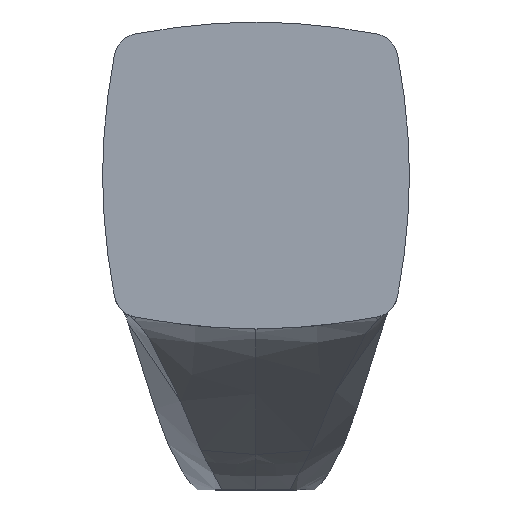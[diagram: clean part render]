
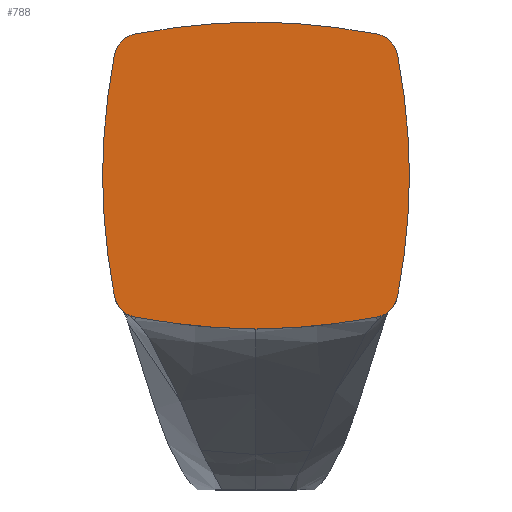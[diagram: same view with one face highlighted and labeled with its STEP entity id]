
A CAD part, top view. The second image highlights one B-rep face of the part: STEP entity #788.
In plain terms, the highlighted planar face has unit normal (0, 0, 1).
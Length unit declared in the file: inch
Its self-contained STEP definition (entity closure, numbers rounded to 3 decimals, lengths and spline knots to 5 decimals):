
#47=PLANE('',#853);
#92=FACE_OUTER_BOUND('',#141,.T.);
#141=EDGE_LOOP('',(#716,#717,#718,#719,#720,#721,#722,#723,#724,#725,#726,
#727));
#260=CIRCLE('',#815,0.15547);
#272=CIRCLE('',#832,4.09773);
#273=CIRCLE('',#834,4.09773);
#274=CIRCLE('',#836,0.15547);
#275=CIRCLE('',#838,4.09773);
#276=CIRCLE('',#840,4.09773);
#277=CIRCLE('',#842,0.15547);
#278=CIRCLE('',#844,4.09773);
#279=CIRCLE('',#846,4.09773);
#280=CIRCLE('',#848,0.15547);
#281=CIRCLE('',#850,4.09773);
#282=CIRCLE('',#852,4.09773);
#312=VERTEX_POINT('',#1578);
#315=VERTEX_POINT('',#1584);
#352=VERTEX_POINT('',#4322);
#353=VERTEX_POINT('',#4326);
#354=VERTEX_POINT('',#4330);
#355=VERTEX_POINT('',#4334);
#356=VERTEX_POINT('',#4338);
#357=VERTEX_POINT('',#4342);
#358=VERTEX_POINT('',#4346);
#359=VERTEX_POINT('',#4350);
#360=VERTEX_POINT('',#4354);
#361=VERTEX_POINT('',#4358);
#404=EDGE_CURVE('',#312,#315,#260,.T.);
#463=EDGE_CURVE('',#315,#352,#272,.T.);
#465=EDGE_CURVE('',#352,#353,#273,.T.);
#467=EDGE_CURVE('',#353,#354,#274,.T.);
#469=EDGE_CURVE('',#354,#355,#275,.T.);
#471=EDGE_CURVE('',#355,#356,#276,.T.);
#473=EDGE_CURVE('',#356,#357,#277,.T.);
#475=EDGE_CURVE('',#357,#358,#278,.T.);
#477=EDGE_CURVE('',#358,#359,#279,.T.);
#480=EDGE_CURVE('',#359,#360,#280,.T.);
#482=EDGE_CURVE('',#360,#361,#281,.T.);
#483=EDGE_CURVE('',#361,#312,#282,.T.);
#716=ORIENTED_EDGE('',*,*,#483,.T.);
#717=ORIENTED_EDGE('',*,*,#404,.T.);
#718=ORIENTED_EDGE('',*,*,#463,.T.);
#719=ORIENTED_EDGE('',*,*,#465,.T.);
#720=ORIENTED_EDGE('',*,*,#467,.T.);
#721=ORIENTED_EDGE('',*,*,#469,.T.);
#722=ORIENTED_EDGE('',*,*,#471,.T.);
#723=ORIENTED_EDGE('',*,*,#473,.T.);
#724=ORIENTED_EDGE('',*,*,#475,.T.);
#725=ORIENTED_EDGE('',*,*,#477,.T.);
#726=ORIENTED_EDGE('',*,*,#480,.T.);
#727=ORIENTED_EDGE('',*,*,#482,.T.);
#788=ADVANCED_FACE('',(#92),#47,.T.);
#815=AXIS2_PLACEMENT_3D('',#1586,#886,#887);
#832=AXIS2_PLACEMENT_3D('',#4323,#923,#924);
#834=AXIS2_PLACEMENT_3D('',#4327,#928,#929);
#836=AXIS2_PLACEMENT_3D('',#4331,#933,#934);
#838=AXIS2_PLACEMENT_3D('',#4335,#938,#939);
#840=AXIS2_PLACEMENT_3D('',#4339,#943,#944);
#842=AXIS2_PLACEMENT_3D('',#4343,#948,#949);
#844=AXIS2_PLACEMENT_3D('',#4347,#953,#954);
#846=AXIS2_PLACEMENT_3D('',#4351,#958,#959);
#848=AXIS2_PLACEMENT_3D('',#4356,#964,#965);
#850=AXIS2_PLACEMENT_3D('',#4360,#969,#970);
#852=AXIS2_PLACEMENT_3D('',#4362,#973,#974);
#853=AXIS2_PLACEMENT_3D('',#4363,#975,#976);
#886=DIRECTION('center_axis',(0.,0.,1.));
#887=DIRECTION('ref_axis',(0.176,-0.984,0.));
#923=DIRECTION('center_axis',(0.,0.,1.));
#924=DIRECTION('ref_axis',(0.982,-0.186,0.));
#928=DIRECTION('center_axis',(0.,0.,1.));
#929=DIRECTION('ref_axis',(1.,0.01,0.));
#933=DIRECTION('center_axis',(0.,0.,1.));
#934=DIRECTION('ref_axis',(0.984,0.176,0.));
#938=DIRECTION('center_axis',(0.,0.,1.));
#939=DIRECTION('ref_axis',(0.186,0.982,0.));
#943=DIRECTION('center_axis',(0.,0.,1.));
#944=DIRECTION('ref_axis',(-0.01,1.,0.));
#948=DIRECTION('center_axis',(0.,0.,1.));
#949=DIRECTION('ref_axis',(-0.176,0.984,0.));
#953=DIRECTION('center_axis',(0.,0.,1.));
#954=DIRECTION('ref_axis',(-0.982,0.186,0.));
#958=DIRECTION('center_axis',(0.,0.,1.));
#959=DIRECTION('ref_axis',(-1.,-0.01,0.));
#964=DIRECTION('center_axis',(0.,0.,1.));
#965=DIRECTION('ref_axis',(-0.984,-0.176,0.));
#969=DIRECTION('center_axis',(0.,0.,1.));
#970=DIRECTION('ref_axis',(-0.186,-0.982,0.));
#973=DIRECTION('center_axis',(0.,0.,1.));
#974=DIRECTION('ref_axis',(0.01,-1.,0.));
#975=DIRECTION('center_axis',(0.,0.,1.));
#976=DIRECTION('ref_axis',(1.,0.,0.));
#1578=CARTESIAN_POINT('',(0.4773,-1.38367,0.));
#1584=CARTESIAN_POINT('',(0.60294,-1.25803,0.));
#1586=CARTESIAN_POINT('Origin',(0.44991,-1.23064,0.));
#4322=CARTESIAN_POINT('',(0.67458,-0.53406,0.));
#4323=CARTESIAN_POINT('Origin',(-3.42295,-0.49411,0.));
#4326=CARTESIAN_POINT('',(0.60294,0.18992,0.));
#4327=CARTESIAN_POINT('Origin',(-3.42295,-0.574,0.));
#4330=CARTESIAN_POINT('',(0.4773,0.31556,0.));
#4331=CARTESIAN_POINT('Origin',(0.44991,0.16253,0.));
#4334=CARTESIAN_POINT('',(-0.24668,0.3872,0.));
#4335=CARTESIAN_POINT('Origin',(-0.28662,-3.71033,0.));
#4338=CARTESIAN_POINT('',(-0.97066,0.31556,0.));
#4339=CARTESIAN_POINT('Origin',(-0.20673,-3.71033,0.));
#4342=CARTESIAN_POINT('',(-1.09629,0.18992,0.));
#4343=CARTESIAN_POINT('Origin',(-0.94326,0.16253,0.));
#4346=CARTESIAN_POINT('',(-1.16794,-0.53406,0.));
#4347=CARTESIAN_POINT('Origin',(2.9296,-0.574,0.));
#4350=CARTESIAN_POINT('',(-1.09629,-1.25803,0.));
#4351=CARTESIAN_POINT('Origin',(2.9296,-0.49411,0.));
#4354=CARTESIAN_POINT('',(-0.97066,-1.38367,0.));
#4356=CARTESIAN_POINT('Origin',(-0.94326,-1.23064,0.));
#4358=CARTESIAN_POINT('',(-0.24668,-1.45532,0.));
#4360=CARTESIAN_POINT('Origin',(-0.20673,2.64222,0.));
#4362=CARTESIAN_POINT('Origin',(-0.28662,2.64222,0.));
#4363=CARTESIAN_POINT('Origin',(-0.24668,-0.53406,0.));
